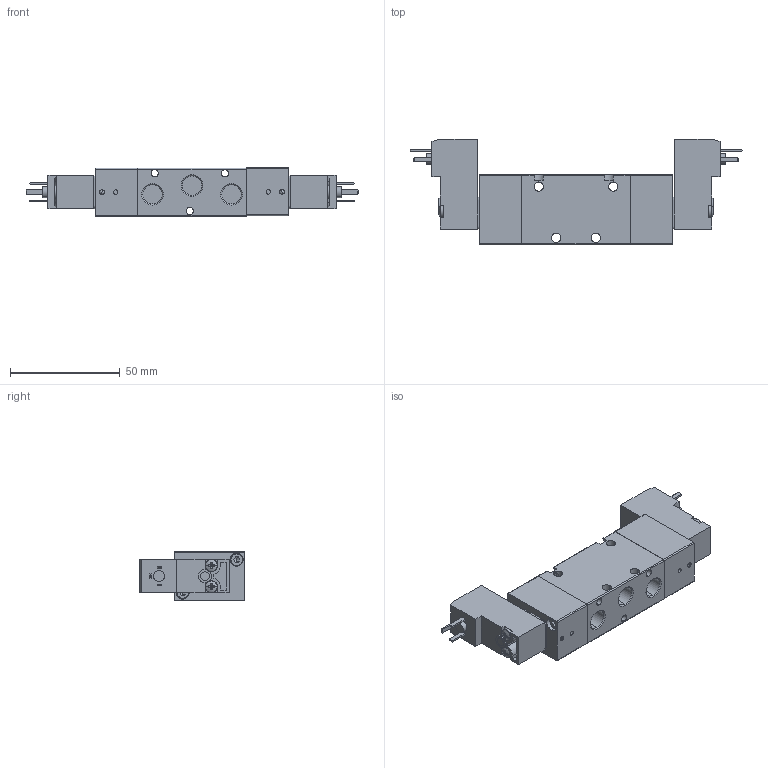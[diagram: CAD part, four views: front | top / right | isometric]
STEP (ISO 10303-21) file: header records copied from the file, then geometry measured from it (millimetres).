
FILE_DESCRIPTION (( 'STEP AP214' ), '1' );
FILE_NAME ('00_189_4.STEP', '2015-12-18T16:16:18', ( '' ), ( '' ), 'SwSTEP 2.0', 'SolidWorks 2015', '' );
FILE_SCHEMA (( 'AUTOMOTIVE_DESIGN' ));
Length unit declared in the file: millimetre
Products named in the file (1): 00_189_4
Bounding box: 151.3 x 48.1 x 22.13 mm (x, y, z)
Volume: 80731.3 mm3; surface area: 26565.7 mm2
Topology: 11 solids, 11 shells, 598 faces, 1452 edges, 900 vertices
Faces by surface type: plane 340, cylinder 131, cone 71, torus 24, bspline 20, sphere 12
Entity records: 20652 total; most frequent: CARTESIAN_POINT 4705, DIRECTION 2986, ORIENTED_EDGE 2852, EDGE_CURVE 1426, AXIS2_PLACEMENT_3D 1091, VERTEX_POINT 894, VECTOR 804, LINE 804
